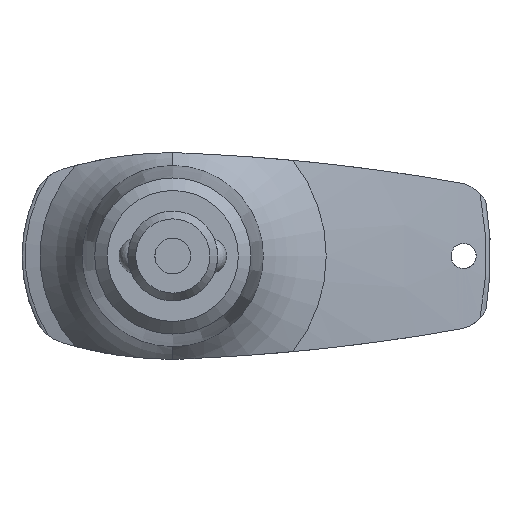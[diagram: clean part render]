
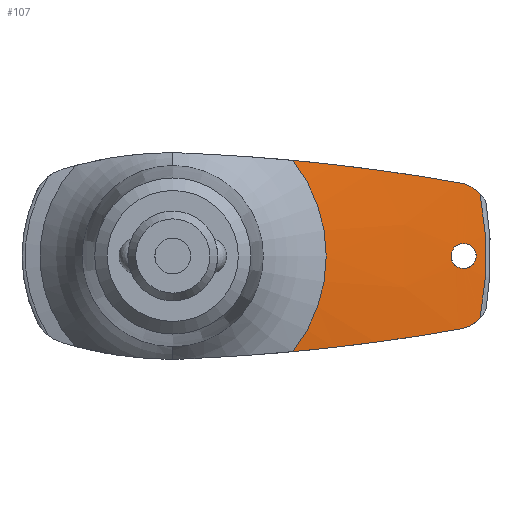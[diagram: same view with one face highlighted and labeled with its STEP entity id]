
A CAD part, front view. The second image highlights one B-rep face of the part: STEP entity #107.
In plain terms, the highlighted conical face has half-angle 78.233 degrees and reference radius 17.1 mm.
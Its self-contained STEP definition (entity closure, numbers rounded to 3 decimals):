
#107 = ADVANCED_FACE( '', ( #253, #254 ), #255, .T. );
#253 = FACE_OUTER_BOUND( '', #450, .T. );
#254 = FACE_BOUND( '', #451, .T. );
#255 = CONICAL_SURFACE( '', #452, 17.1, 1.365 );
#450 = EDGE_LOOP( '', ( #734, #735, #736, #737, #738, #739 ) );
#451 = EDGE_LOOP( '', ( #740 ) );
#452 = AXIS2_PLACEMENT_3D( '', #741, #742, #743 );
#734 = ORIENTED_EDGE( '', *, *, #1059, .F. );
#735 = ORIENTED_EDGE( '', *, *, #1099, .F. );
#736 = ORIENTED_EDGE( '', *, *, #1100, .T. );
#737 = ORIENTED_EDGE( '', *, *, #1101, .F. );
#738 = ORIENTED_EDGE( '', *, *, #1094, .F. );
#739 = ORIENTED_EDGE( '', *, *, #1046, .F. );
#740 = ORIENTED_EDGE( '', *, *, #1102, .T. );
#741 = CARTESIAN_POINT( '', ( 0., 24.2, 0. ) );
#742 = DIRECTION( '', ( 0., 1., 0. ) );
#743 = DIRECTION( '', ( 0., 0., 1. ) );
#1046 = EDGE_CURVE( '', #1214, #1216, #1217, .T. );
#1059 = EDGE_CURVE( '', #1236, #1214, #1238, .T. );
#1094 = EDGE_CURVE( '', #1216, #1293, #1294, .T. );
#1099 = EDGE_CURVE( '', #1300, #1236, #1301, .T. );
#1100 = EDGE_CURVE( '', #1300, #1302, #1303, .T. );
#1101 = EDGE_CURVE( '', #1293, #1302, #1304, .T. );
#1102 = EDGE_CURVE( '', #1305, #1305, #1306, .T. );
#1214 = VERTEX_POINT( '', #1551 );
#1216 = VERTEX_POINT( '', #1562 );
#1217 = CIRCLE( '', #1563, 17.1 );
#1236 = VERTEX_POINT( '', #1605 );
#1238 = B_SPLINE_CURVE_WITH_KNOTS( '', 3, ( #1608, #1609, #1610, #1611, #1612, #1613 ), .UNSPECIFIED., .F., .F., ( 4, 2, 4 ), ( 0., 0.009, 0.019 ), .UNSPECIFIED. );
#1293 = VERTEX_POINT( '', #1691 );
#1294 = B_SPLINE_CURVE_WITH_KNOTS( '', 3, ( #1692, #1693, #1694, #1695, #1696, #1697 ), .UNSPECIFIED., .F., .F., ( 4, 2, 4 ), ( 0., 0.009, 0.019 ), .UNSPECIFIED. );
#1300 = VERTEX_POINT( '', #1712 );
#1301 = B_SPLINE_CURVE_WITH_KNOTS( '', 3, ( #1713, #1714, #1715, #1716, #1717, #1718 ), .UNSPECIFIED., .F., .F., ( 4, 2, 4 ), ( 0., 0.001, 0.003 ), .UNSPECIFIED. );
#1302 = VERTEX_POINT( '', #1719 );
#1303 = CIRCLE( '', #1720, 34.922 );
#1304 = B_SPLINE_CURVE_WITH_KNOTS( '', 3, ( #1721, #1722, #1723, #1724, #1725, #1726 ), .UNSPECIFIED., .F., .F., ( 4, 2, 4 ), ( 0., 0.001, 0.003 ), .UNSPECIFIED. );
#1305 = VERTEX_POINT( '', #1727 );
#1306 = B_SPLINE_CURVE_WITH_KNOTS( '', 3, ( #1728, #1729, #1730, #1731, #1732, #1733, #1734, #1735, #1736, #1737, #1738, #1739, #1740, #1741, #1742, #1743, #1744, #1745, #1746, #1747, #1748, #1749, #1750, #1751, #1752, #1753, #1754, #1755, #1756, #1757, #1758, #1759, #1760, #1761, #1762, #1763, #1764, #1765, #1766, #1767, #1768, #1769, #1770, #1771, #1772, #1773, #1774, #1775 ), .UNSPECIFIED., .T., .F., ( 2, 2, 2, 2, 2, 2, 2, 2, 2, 2, 2, 2, 2, 2, 2, 2, 2, 2, 2, 2, 2, 2, 2, 2, 2, 2 ), ( -0.001, 0., 0., 0.001, 0.001, 0.001, 0.002, 0.002, 0.002, 0.003, 0.003, 0.004, 0.004, 0.004, 0.004, 0.005, 0.006, 0.006, 0.006, 0.007, 0.007, 0.007, 0.008, 0.008, 0.009, 0.009 ), .UNSPECIFIED. );
#1551 = CARTESIAN_POINT( '', ( 13.372, 24.2, -10.658 ) );
#1562 = CARTESIAN_POINT( '', ( 13.372, 24.2, 10.658 ) );
#1563 = AXIS2_PLACEMENT_3D( '', #2290, #2291, #2292 );
#1605 = CARTESIAN_POINT( '', ( 31.8, 27.477, -8.169 ) );
#1608 = CARTESIAN_POINT( '', ( 31.8, 27.477, -8.169 ) );
#1609 = CARTESIAN_POINT( '', ( 28.753, 26.891, -8.711 ) );
#1610 = CARTESIAN_POINT( '', ( 25.696, 26.313, -9.19 ) );
#1611 = CARTESIAN_POINT( '', ( 19.557, 25.203, -10.019 ) );
#1612 = CARTESIAN_POINT( '', ( 16.475, 24.668, -10.371 ) );
#1613 = CARTESIAN_POINT( '', ( 13.372, 24.2, -10.658 ) );
#1691 = CARTESIAN_POINT( '', ( 31.8, 27.477, 8.169 ) );
#1692 = CARTESIAN_POINT( '', ( 13.372, 24.2, 10.658 ) );
#1693 = CARTESIAN_POINT( '', ( 16.475, 24.668, 10.371 ) );
#1694 = CARTESIAN_POINT( '', ( 19.557, 25.203, 10.019 ) );
#1695 = CARTESIAN_POINT( '', ( 25.696, 26.313, 9.19 ) );
#1696 = CARTESIAN_POINT( '', ( 28.753, 26.891, 8.711 ) );
#1697 = CARTESIAN_POINT( '', ( 31.8, 27.477, 8.169 ) );
#1712 = CARTESIAN_POINT( '', ( 34.229, 27.913, -6.924 ) );
#1713 = CARTESIAN_POINT( '', ( 34.229, 27.913, -6.924 ) );
#1714 = CARTESIAN_POINT( '', ( 33.908, 27.861, -7.27 ) );
#1715 = CARTESIAN_POINT( '', ( 33.536, 27.798, -7.55 ) );
#1716 = CARTESIAN_POINT( '', ( 32.702, 27.649, -7.975 ) );
#1717 = CARTESIAN_POINT( '', ( 32.262, 27.568, -8.11 ) );
#1718 = CARTESIAN_POINT( '', ( 31.8, 27.477, -8.169 ) );
#1719 = CARTESIAN_POINT( '', ( 34.229, 27.913, 6.924 ) );
#1720 = AXIS2_PLACEMENT_3D( '', #2358, #2359, #2360 );
#1721 = CARTESIAN_POINT( '', ( 31.8, 27.477, 8.169 ) );
#1722 = CARTESIAN_POINT( '', ( 32.262, 27.568, 8.11 ) );
#1723 = CARTESIAN_POINT( '', ( 32.704, 27.65, 7.975 ) );
#1724 = CARTESIAN_POINT( '', ( 33.538, 27.799, 7.548 ) );
#1725 = CARTESIAN_POINT( '', ( 33.908, 27.861, 7.27 ) );
#1726 = CARTESIAN_POINT( '', ( 34.229, 27.913, 6.924 ) );
#1727 = CARTESIAN_POINT( '', ( 31.437, 27.19, -1.016 ) );
#1728 = CARTESIAN_POINT( '', ( 31.571, 27.219, -1.143 ) );
#1729 = CARTESIAN_POINT( '', ( 31.37, 27.176, -0.953 ) );
#1730 = CARTESIAN_POINT( '', ( 31.31, 27.163, -0.884 ) );
#1731 = CARTESIAN_POINT( '', ( 31.205, 27.14, -0.734 ) );
#1732 = CARTESIAN_POINT( '', ( 31.158, 27.13, -0.653 ) );
#1733 = CARTESIAN_POINT( '', ( 31.083, 27.114, -0.484 ) );
#1734 = CARTESIAN_POINT( '', ( 31.054, 27.107, -0.397 ) );
#1735 = CARTESIAN_POINT( '', ( 31.014, 27.099, -0.217 ) );
#1736 = CARTESIAN_POINT( '', ( 31.002, 27.096, -0.123 ) );
#1737 = CARTESIAN_POINT( '', ( 30.996, 27.095, 0.153 ) );
#1738 = CARTESIAN_POINT( '', ( 31.03, 27.102, 0.34 ) );
#1739 = CARTESIAN_POINT( '', ( 31.164, 27.131, 0.683 ) );
#1740 = CARTESIAN_POINT( '', ( 31.266, 27.153, 0.841 ) );
#1741 = CARTESIAN_POINT( '', ( 31.457, 27.194, 1.038 ) );
#1742 = CARTESIAN_POINT( '', ( 31.527, 27.209, 1.099 ) );
#1743 = CARTESIAN_POINT( '', ( 31.677, 27.241, 1.202 ) );
#1744 = CARTESIAN_POINT( '', ( 31.756, 27.258, 1.246 ) );
#1745 = CARTESIAN_POINT( '', ( 32.008, 27.311, 1.356 ) );
#1746 = CARTESIAN_POINT( '', ( 32.186, 27.349, 1.396 ) );
#1747 = CARTESIAN_POINT( '', ( 32.46, 27.406, 1.402 ) );
#1748 = CARTESIAN_POINT( '', ( 32.55, 27.425, 1.395 ) );
#1749 = CARTESIAN_POINT( '', ( 32.728, 27.461, 1.364 ) );
#1750 = CARTESIAN_POINT( '', ( 32.817, 27.48, 1.34 ) );
#1751 = CARTESIAN_POINT( '', ( 32.987, 27.514, 1.274 ) );
#1752 = CARTESIAN_POINT( '', ( 33.068, 27.531, 1.234 ) );
#1753 = CARTESIAN_POINT( '', ( 33.222, 27.562, 1.137 ) );
#1754 = CARTESIAN_POINT( '', ( 33.296, 27.577, 1.08 ) );
#1755 = CARTESIAN_POINT( '', ( 33.494, 27.618, 0.892 ) );
#1756 = CARTESIAN_POINT( '', ( 33.604, 27.64, 0.738 ) );
#1757 = CARTESIAN_POINT( '', ( 33.753, 27.67, 0.403 ) );
#1758 = CARTESIAN_POINT( '', ( 33.795, 27.678, 0.217 ) );
#1759 = CARTESIAN_POINT( '', ( 33.802, 27.679, -0.059 ) );
#1760 = CARTESIAN_POINT( '', ( 33.795, 27.678, -0.153 ) );
#1761 = CARTESIAN_POINT( '', ( 33.762, 27.671, -0.335 ) );
#1762 = CARTESIAN_POINT( '', ( 33.737, 27.666, -0.424 ) );
#1763 = CARTESIAN_POINT( '', ( 33.636, 27.646, -0.683 ) );
#1764 = CARTESIAN_POINT( '', ( 33.535, 27.626, -0.84 ) );
#1765 = CARTESIAN_POINT( '', ( 33.343, 27.587, -1.039 ) );
#1766 = CARTESIAN_POINT( '', ( 33.273, 27.573, -1.098 ) );
#1767 = CARTESIAN_POINT( '', ( 33.124, 27.542, -1.202 ) );
#1768 = CARTESIAN_POINT( '', ( 33.043, 27.526, -1.247 ) );
#1769 = CARTESIAN_POINT( '', ( 32.793, 27.475, -1.356 ) );
#1770 = CARTESIAN_POINT( '', ( 32.611, 27.437, -1.396 ) );
#1771 = CARTESIAN_POINT( '', ( 32.25, 27.362, -1.404 ) );
#1772 = CARTESIAN_POINT( '', ( 32.067, 27.324, -1.372 ) );
#1773 = CARTESIAN_POINT( '', ( 31.73, 27.253, -1.242 ) );
#1774 = CARTESIAN_POINT( '', ( 31.571, 27.219, -1.143 ) );
#1775 = CARTESIAN_POINT( '', ( 31.37, 27.176, -0.953 ) );
#2290 = CARTESIAN_POINT( '', ( 0., 24.2, 0. ) );
#2291 = DIRECTION( '', ( 0., -1., 0. ) );
#2292 = DIRECTION( '', ( 0., 0., -1. ) );
#2358 = CARTESIAN_POINT( '', ( 0., 27.913, 0. ) );
#2359 = DIRECTION( '', ( 0., -1., 0. ) );
#2360 = DIRECTION( '', ( 0., 0., -1. ) );
